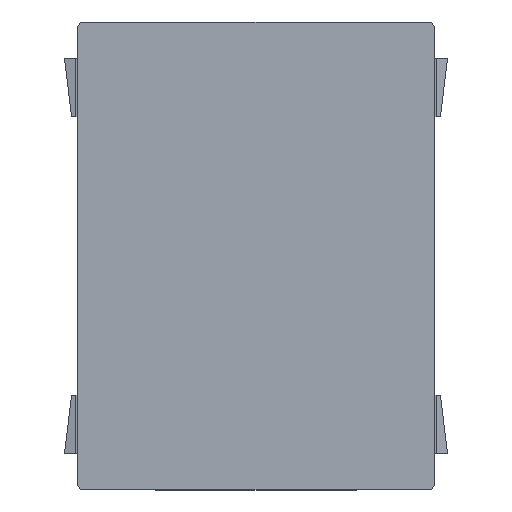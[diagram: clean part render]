
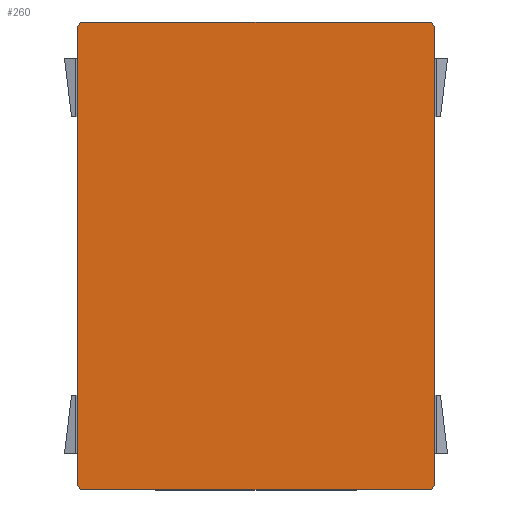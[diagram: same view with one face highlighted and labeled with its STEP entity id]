
A CAD part, top view. The second image highlights one B-rep face of the part: STEP entity #260.
In plain terms, the highlighted planar face has unit normal (0, 0, 1).
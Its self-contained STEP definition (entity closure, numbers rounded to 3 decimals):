
#14 = VERTEX_POINT ( 'NONE', #2908 ) ;
#58 = ORIENTED_EDGE ( 'NONE', *, *, #2429, .T. ) ;
#91 = LINE ( 'NONE', #1794, #242 ) ;
#173 = CIRCLE ( 'NONE', #2635, 0.5 ) ;
#195 = DIRECTION ( 'NONE',  ( 1., 0., 0. ) ) ;
#197 = LINE ( 'NONE', #2217, #2841 ) ;
#240 = EDGE_CURVE ( 'NONE', #930, #965, #173, .T. ) ;
#242 = VECTOR ( 'NONE', #302, 1000. ) ;
#260 = ADVANCED_FACE ( 'PLANAR_9', ( #3091 ), #1998, .T. ) ;
#302 = DIRECTION ( 'NONE',  ( 0., -1., 0. ) ) ;
#392 = EDGE_CURVE ( 'NONE', #1553, #2898, #2763, .T. ) ;
#509 = CARTESIAN_POINT ( 'NONE',  ( -13.8, -18.75, 2. ) ) ;
#600 = ORIENTED_EDGE ( 'NONE', *, *, #392, .T. ) ;
#613 = ORIENTED_EDGE ( 'NONE', *, *, #240, .T. ) ;
#890 = VECTOR ( 'NONE', #3141, 1000. ) ;
#896 = CARTESIAN_POINT ( 'NONE',  ( 13.8, -18.75, 2. ) ) ;
#930 = VERTEX_POINT ( 'NONE', #1736 ) ;
#943 = DIRECTION ( 'NONE',  ( 0., 1., 0. ) ) ;
#965 = VERTEX_POINT ( 'NONE', #1825 ) ;
#977 = ORIENTED_EDGE ( 'NONE', *, *, #1416, .T. ) ;
#983 = DIRECTION ( 'NONE',  ( -1., 0., 0. ) ) ;
#1041 = EDGE_CURVE ( 'NONE', #14, #1327, #91, .T. ) ;
#1124 = CARTESIAN_POINT ( 'NONE',  ( -13.8, -18.25, 2. ) ) ;
#1167 = CARTESIAN_POINT ( 'NONE',  ( -14.3, -18.25, 2. ) ) ;
#1205 = ORIENTED_EDGE ( 'NONE', *, *, #1352, .T. ) ;
#1214 = CARTESIAN_POINT ( 'NONE',  ( -13.8, 18.25, 2. ) ) ;
#1271 = AXIS2_PLACEMENT_3D ( 'NONE', #1874, #2410, #2168 ) ;
#1327 = VERTEX_POINT ( 'NONE', #1167 ) ;
#1350 = CARTESIAN_POINT ( 'NONE',  ( -13.8, -18.75, 2. ) ) ;
#1352 = EDGE_CURVE ( 'NONE', #1530, #14, #2759, .T. ) ;
#1416 = EDGE_CURVE ( 'NONE', #965, #1530, #1751, .T. ) ;
#1476 = EDGE_CURVE ( 'NONE', #2122, #930, #197, .T. ) ;
#1479 = DIRECTION ( 'NONE',  ( 1., 0., 0. ) ) ;
#1530 = VERTEX_POINT ( 'NONE', #2799 ) ;
#1553 = VERTEX_POINT ( 'NONE', #509 ) ;
#1707 = AXIS2_PLACEMENT_3D ( 'NONE', #2496, #1742, #195 ) ;
#1736 = CARTESIAN_POINT ( 'NONE',  ( 14.3, 18.25, 2. ) ) ;
#1742 = DIRECTION ( 'NONE',  ( 0., 0., 1. ) ) ;
#1751 = LINE ( 'NONE', #1944, #2360 ) ;
#1794 = CARTESIAN_POINT ( 'NONE',  ( -14.3, 18.25, 2. ) ) ;
#1806 = ORIENTED_EDGE ( 'NONE', *, *, #1041, .T. ) ;
#1825 = CARTESIAN_POINT ( 'NONE',  ( 13.8, 18.75, 2. ) ) ;
#1874 = CARTESIAN_POINT ( 'NONE',  ( 13.8, -18.25, 2. ) ) ;
#1944 = CARTESIAN_POINT ( 'NONE',  ( 13.8, 18.75, 2. ) ) ;
#1990 = DIRECTION ( 'NONE',  ( 0., 0., 1. ) ) ;
#1998 = PLANE ( 'NONE',  #1707 ) ;
#2011 = DIRECTION ( 'NONE',  ( 0., 0., 1. ) ) ;
#2122 = VERTEX_POINT ( 'NONE', #2936 ) ;
#2168 = DIRECTION ( 'NONE',  ( 1., 0., 0. ) ) ;
#2217 = CARTESIAN_POINT ( 'NONE',  ( 14.3, -18.25, 2. ) ) ;
#2297 = EDGE_LOOP ( 'NONE', ( #1205, #1806, #2693, #600, #58, #3216, #613, #977 ) ) ;
#2360 = VECTOR ( 'NONE', #983, 1000. ) ;
#2406 = DIRECTION ( 'NONE',  ( 0., 0., 1. ) ) ;
#2410 = DIRECTION ( 'NONE',  ( 0., 0., 1. ) ) ;
#2429 = EDGE_CURVE ( 'NONE', #2898, #2122, #2991, .T. ) ;
#2496 = CARTESIAN_POINT ( 'NONE',  ( -13.8, 18.25, 2. ) ) ;
#2635 = AXIS2_PLACEMENT_3D ( 'NONE', #2770, #2011, #1479 ) ;
#2693 = ORIENTED_EDGE ( 'NONE', *, *, #2880, .T. ) ;
#2759 = CIRCLE ( 'NONE', #3080, 0.5 ) ;
#2761 = DIRECTION ( 'NONE',  ( 1., 0., 0. ) ) ;
#2763 = LINE ( 'NONE', #1350, #890 ) ;
#2770 = CARTESIAN_POINT ( 'NONE',  ( 13.8, 18.25, 2. ) ) ;
#2799 = CARTESIAN_POINT ( 'NONE',  ( -13.8, 18.75, 2. ) ) ;
#2841 = VECTOR ( 'NONE', #943, 1000. ) ;
#2852 = AXIS2_PLACEMENT_3D ( 'NONE', #1124, #2406, #2935 ) ;
#2873 = CIRCLE ( 'NONE', #2852, 0.5 ) ;
#2880 = EDGE_CURVE ( 'NONE', #1327, #1553, #2873, .T. ) ;
#2898 = VERTEX_POINT ( 'NONE', #896 ) ;
#2908 = CARTESIAN_POINT ( 'NONE',  ( -14.3, 18.25, 2. ) ) ;
#2935 = DIRECTION ( 'NONE',  ( 1., 0., 0. ) ) ;
#2936 = CARTESIAN_POINT ( 'NONE',  ( 14.3, -18.25, 2. ) ) ;
#2991 = CIRCLE ( 'NONE', #1271, 0.5 ) ;
#3080 = AXIS2_PLACEMENT_3D ( 'NONE', #1214, #1990, #2761 ) ;
#3091 = FACE_OUTER_BOUND ( 'NONE', #2297, .T. ) ;
#3141 = DIRECTION ( 'NONE',  ( 1., 0., 0. ) ) ;
#3216 = ORIENTED_EDGE ( 'NONE', *, *, #1476, .T. ) ;
